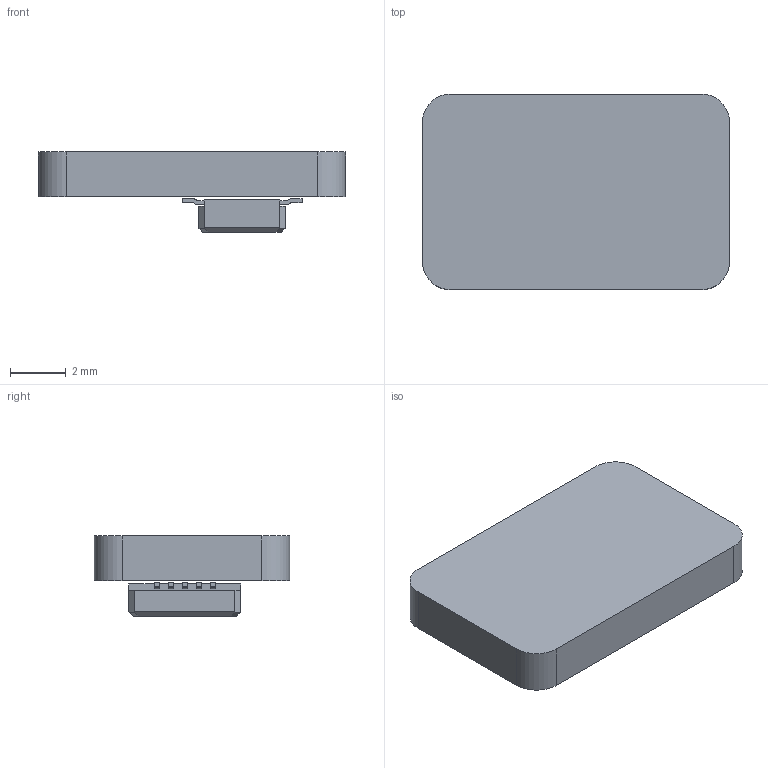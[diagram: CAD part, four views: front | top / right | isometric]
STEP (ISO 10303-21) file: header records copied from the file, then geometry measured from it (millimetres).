
FILE_DESCRIPTION(('KiCad electronic assembly'),'2;1');
FILE_NAME('hoverboard.step','2021-01-30T21:46:18',('An Author'),( 'A Company'),'Open CASCADE STEP processor 7.3', 'KiCad to STEP converter','Unknown');
FILE_SCHEMA(('AUTOMOTIVE_DESIGN { 1 0 10303 214 1 1 1 1 }'));
Length unit declared in the file: millimetre
Products named in the file (4): Open CASCADE STEP translator 7.3 1; df23c-10dp-0_5v_92_; SOLID
Assembly tree (3 placements, depth 3):
  Open CASCADE STEP translator 7.3 1
    df23c-10dp-0_5v_92_
      SOLID
    SOLID
Bounding box: 11 x 7 x 2.87 mm (x, y, z)
Volume: 130.9 mm3; surface area: 260.4 mm2
Topology: 2 solids, 2 shells, 147 faces, 392 edges, 260 vertices
Faces by surface type: plane 103, cylinder 24, bspline 20
Entity records: 13898 total; most frequent: CARTESIAN_POINT 6323, DIRECTION 1270, LINE 900, VECTOR 900, ORIENTED_EDGE 784, PCURVE 784, DEFINITIONAL_REPRESENTATION 784, EDGE_CURVE 392
